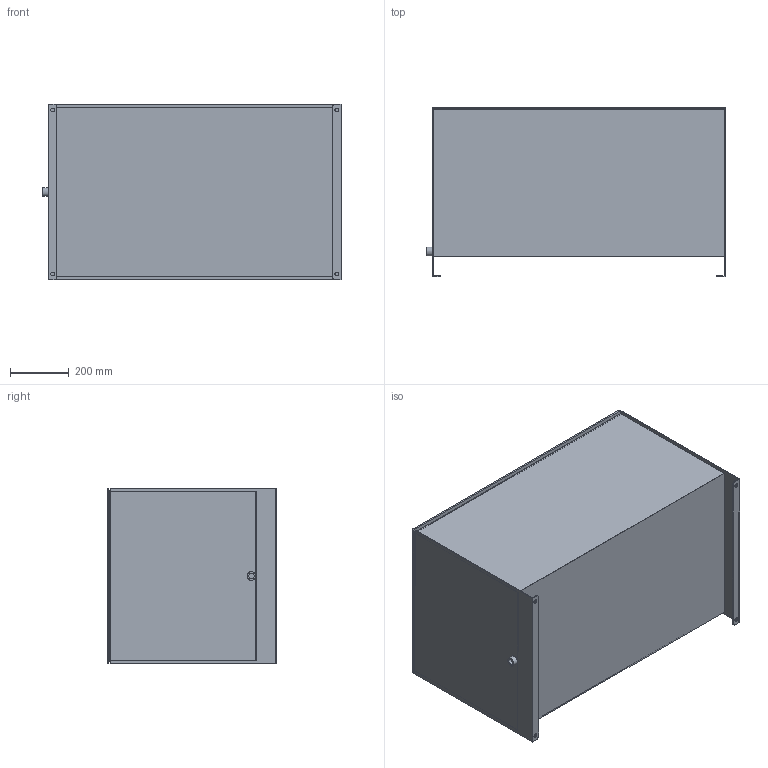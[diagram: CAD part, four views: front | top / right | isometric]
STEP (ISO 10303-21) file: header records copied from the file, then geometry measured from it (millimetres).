
FILE_DESCRIPTION (( 'STEP AP203' ), '1' );
FILE_NAME ('RESERVOIR R1-008 MONOBLOC.STEP', '2015-06-18T10:03:01', ( 'rodrigue' ), ( 'Hewlett-Packard Company' ), 'SwSTEP 2.0', 'SolidWorks 2015', '' );
FILE_SCHEMA (( 'CONFIG_CONTROL_DESIGN' ));
Length unit declared in the file: millimetre
Products named in the file (1): RESERVOIR R1-008 MONOBLOC
Bounding box: 1018 x 579 x 600 mm (x, y, z)
Volume: 12367024.3 mm3; surface area: 6801124.5 mm2
Topology: 1 solids, 2 shells, 85 faces, 194 edges, 130 vertices
Faces by surface type: plane 54, cylinder 31
Full cylindrical faces by diameter (mm): 11 x12, 13 x4, 18.7 x1, 27 x1, 30 x1
Entity records: 2330 total; most frequent: DIRECTION 401, CARTESIAN_POINT 375, ORIENTED_EDGE 334, EDGE_CURVE 167, AXIS2_PLACEMENT_3D 148, EDGE_LOOP 129, VERTEX_POINT 122, VECTOR 105
